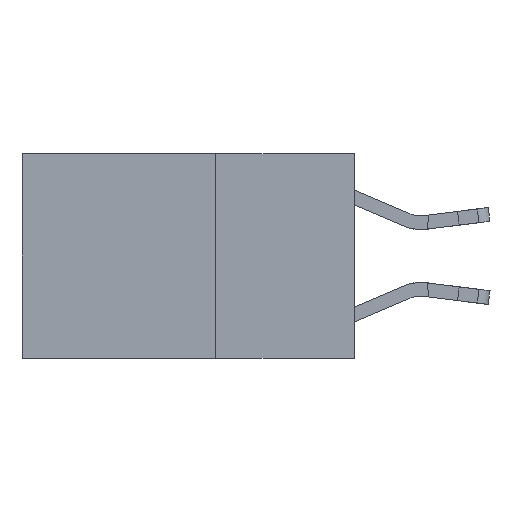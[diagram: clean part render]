
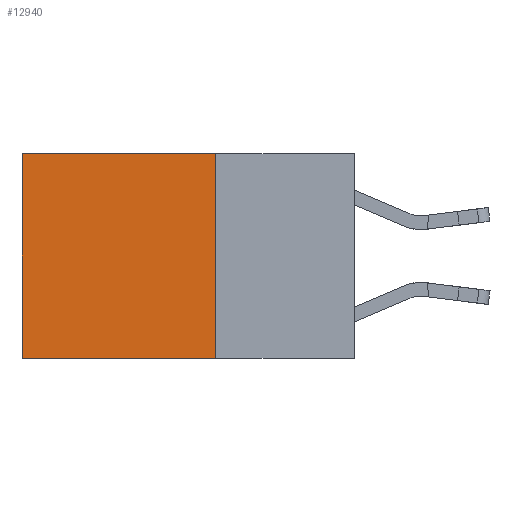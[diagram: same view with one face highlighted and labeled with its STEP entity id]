
A CAD part, left-side view. The second image highlights one B-rep face of the part: STEP entity #12940.
In plain terms, the highlighted planar face has unit normal (-1, 0, 0).
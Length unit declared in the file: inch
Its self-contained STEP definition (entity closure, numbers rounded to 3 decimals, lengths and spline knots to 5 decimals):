
#181 = CARTESIAN_POINT ( 'NONE',  ( 0.2625, 0.25, 0. ) ) ;
#2053 = ORIENTED_EDGE ( 'NONE', *, *, #18662, .T. ) ;
#2813 = EDGE_CURVE ( 'NONE', #16580, #5120, #6789, .T. ) ;
#2896 = CARTESIAN_POINT ( 'NONE',  ( 0.2625, 0.25, 0. ) ) ;
#3920 = AXIS2_PLACEMENT_3D ( 'NONE', #181, #15245, #6289 ) ;
#4411 = DIRECTION ( 'NONE',  ( 0., 1., 0. ) ) ;
#4428 = DIRECTION ( 'NONE',  ( 0., 0., -1. ) ) ;
#4562 = DIRECTION ( 'NONE',  ( 0., 0., -1. ) ) ;
#4757 = PLANE ( 'NONE',  #3920 ) ;
#5120 = VERTEX_POINT ( 'NONE', #8116 ) ;
#5530 = DIRECTION ( 'NONE',  ( 0., 1., 0. ) ) ;
#5984 = VERTEX_POINT ( 'NONE', #8321 ) ;
#6130 = ORIENTED_EDGE ( 'NONE', *, *, #7594, .F. ) ;
#6289 = DIRECTION ( 'NONE',  ( 0., 0., -1. ) ) ;
#6539 = FACE_OUTER_BOUND ( 'NONE', #15895, .T. ) ;
#6789 = LINE ( 'NONE', #2896, #18242 ) ;
#7367 = LINE ( 'NONE', #16418, #18839 ) ;
#7554 = CARTESIAN_POINT ( 'NONE',  ( 0.2625, 0.25, 0. ) ) ;
#7594 = EDGE_CURVE ( 'NONE', #16580, #9026, #13976, .T. ) ;
#8116 = CARTESIAN_POINT ( 'NONE',  ( 0.2625, 0.6, 0. ) ) ;
#8321 = CARTESIAN_POINT ( 'NONE',  ( 0.2625, 0.6, -0.37 ) ) ;
#9026 = VERTEX_POINT ( 'NONE', #9522 ) ;
#9522 = CARTESIAN_POINT ( 'NONE',  ( 0.2625, 0.25, -0.37 ) ) ;
#10047 = CARTESIAN_POINT ( 'NONE',  ( 0.2625, 0.25, -0.37 ) ) ;
#10963 = ORIENTED_EDGE ( 'NONE', *, *, #11111, .F. ) ;
#11111 = EDGE_CURVE ( 'NONE', #9026, #5984, #18741, .T. ) ;
#12940 = ADVANCED_FACE ( 'NONE', ( #6539 ), #4757, .F. ) ;
#13352 = ORIENTED_EDGE ( 'NONE', *, *, #2813, .T. ) ;
#13976 = LINE ( 'NONE', #16498, #17478 ) ;
#15245 = DIRECTION ( 'NONE',  ( 1., 0., 0. ) ) ;
#15895 = EDGE_LOOP ( 'NONE', ( #2053, #10963, #6130, #13352 ) ) ;
#16418 = CARTESIAN_POINT ( 'NONE',  ( 0.2625, 0.6, 0. ) ) ;
#16498 = CARTESIAN_POINT ( 'NONE',  ( 0.2625, 0.25, 0. ) ) ;
#16580 = VERTEX_POINT ( 'NONE', #7554 ) ;
#17478 = VECTOR ( 'NONE', #4562, 39.37008 ) ;
#18242 = VECTOR ( 'NONE', #4411, 39.37008 ) ;
#18271 = VECTOR ( 'NONE', #5530, 39.37008 ) ;
#18662 = EDGE_CURVE ( 'NONE', #5120, #5984, #7367, .T. ) ;
#18741 = LINE ( 'NONE', #10047, #18271 ) ;
#18839 = VECTOR ( 'NONE', #4428, 39.37008 ) ;
